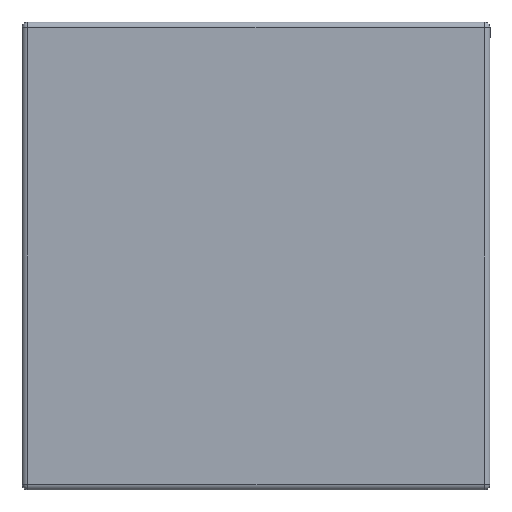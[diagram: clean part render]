
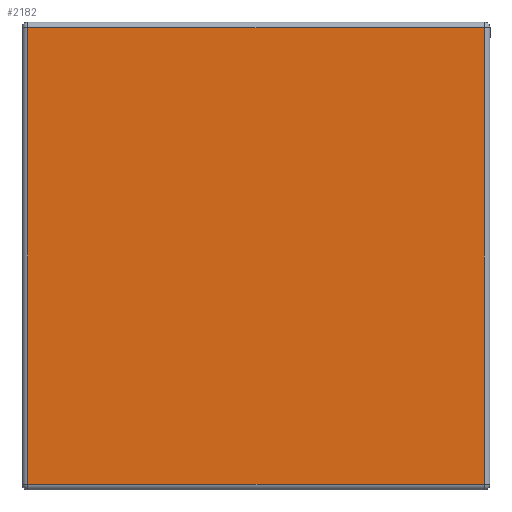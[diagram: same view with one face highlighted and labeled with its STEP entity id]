
A CAD part, left-side view. The second image highlights one B-rep face of the part: STEP entity #2182.
In plain terms, the highlighted face is planar.
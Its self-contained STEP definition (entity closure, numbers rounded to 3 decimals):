
#15 = ORIENTED_EDGE ( 'NONE', *, *, #2145, .T. ) ;
#188 = FACE_OUTER_BOUND ( 'NONE', #586, .T. ) ;
#189 = AXIS2_PLACEMENT_3D ( 'NONE', #990, #1820, #788 ) ;
#217 = CARTESIAN_POINT ( 'NONE',  ( 0., 19.5, 10. ) ) ;
#253 = VERTEX_POINT ( 'NONE', #1127 ) ;
#285 = EDGE_CURVE ( 'NONE', #2129, #1931, #1573, .T. ) ;
#348 = ORIENTED_EDGE ( 'NONE', *, *, #2130, .T. ) ;
#512 = DIRECTION ( 'NONE',  ( 0., 1., 0. ) ) ;
#564 = DIRECTION ( 'NONE',  ( 0., -1., 0. ) ) ;
#586 = EDGE_LOOP ( 'NONE', ( #642, #348, #15, #2208 ) ) ;
#642 = ORIENTED_EDGE ( 'NONE', *, *, #285, .T. ) ;
#730 = VERTEX_POINT ( 'NONE', #1625 ) ;
#760 = CARTESIAN_POINT ( 'NONE',  ( -19.5, 0., 10. ) ) ;
#788 = DIRECTION ( 'NONE',  ( -1., 0., 0. ) ) ;
#990 = CARTESIAN_POINT ( 'NONE',  ( 0., 0., 10. ) ) ;
#1127 = CARTESIAN_POINT ( 'NONE',  ( 19.5, -19.5, 10. ) ) ;
#1275 = CARTESIAN_POINT ( 'NONE',  ( -19.5, -19.5, 10. ) ) ;
#1428 = LINE ( 'NONE', #217, #2536 ) ;
#1520 = CARTESIAN_POINT ( 'NONE',  ( 0., -19.5, 10. ) ) ;
#1549 = LINE ( 'NONE', #1520, #2197 ) ;
#1560 = LINE ( 'NONE', #2393, #1583 ) ;
#1573 = LINE ( 'NONE', #760, #2361 ) ;
#1583 = VECTOR ( 'NONE', #512, 1000. ) ;
#1625 = CARTESIAN_POINT ( 'NONE',  ( 19.5, 19.5, 10. ) ) ;
#1820 = DIRECTION ( 'NONE',  ( 0., 0., -1. ) ) ;
#1829 = PLANE ( 'NONE',  #189 ) ;
#1931 = VERTEX_POINT ( 'NONE', #1275 ) ;
#2073 = DIRECTION ( 'NONE',  ( -1., 0., 0. ) ) ;
#2129 = VERTEX_POINT ( 'NONE', #2577 ) ;
#2130 = EDGE_CURVE ( 'NONE', #1931, #253, #1549, .T. ) ;
#2145 = EDGE_CURVE ( 'NONE', #253, #730, #1560, .T. ) ;
#2182 = ADVANCED_FACE ( 'NONE', ( #188 ), #1829, .F. ) ;
#2197 = VECTOR ( 'NONE', #2356, 1000. ) ;
#2208 = ORIENTED_EDGE ( 'NONE', *, *, #2596, .T. ) ;
#2356 = DIRECTION ( 'NONE',  ( 1., 0., 0. ) ) ;
#2361 = VECTOR ( 'NONE', #564, 1000. ) ;
#2393 = CARTESIAN_POINT ( 'NONE',  ( 19.5, 0., 10. ) ) ;
#2536 = VECTOR ( 'NONE', #2073, 1000. ) ;
#2577 = CARTESIAN_POINT ( 'NONE',  ( -19.5, 19.5, 10. ) ) ;
#2596 = EDGE_CURVE ( 'NONE', #730, #2129, #1428, .T. ) ;
